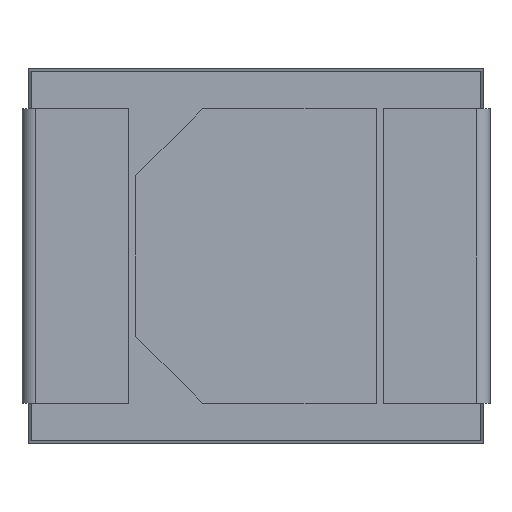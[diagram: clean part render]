
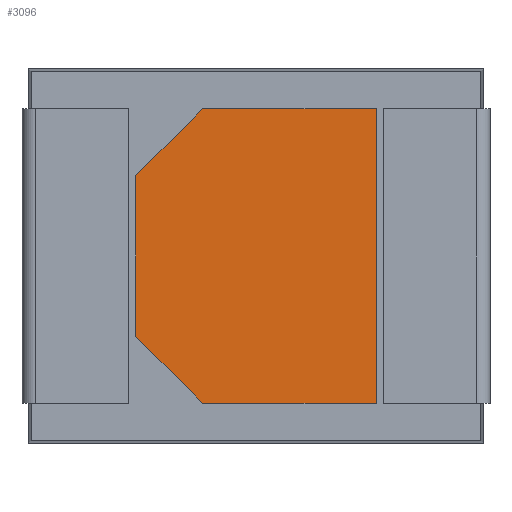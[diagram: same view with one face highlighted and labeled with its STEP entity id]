
A CAD part, front view. The second image highlights one B-rep face of the part: STEP entity #3096.
In plain terms, the highlighted planar face has unit normal (0, -1, 0).
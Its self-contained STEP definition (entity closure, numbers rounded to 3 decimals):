
#302=FACE_OUTER_BOUND('',#473,.T.);
#473=EDGE_LOOP('',(#2529,#2530,#2531,#2532,#2533,#2534));
#778=LINE('',#5483,#1129);
#784=LINE('',#5494,#1135);
#785=LINE('',#5498,#1136);
#789=LINE('',#5505,#1140);
#791=LINE('',#5509,#1142);
#794=LINE('',#5514,#1145);
#1129=VECTOR('',#3775,10.);
#1135=VECTOR('',#3783,10.);
#1136=VECTOR('',#3786,10.);
#1140=VECTOR('',#3792,10.);
#1142=VECTOR('',#3796,10.);
#1145=VECTOR('',#3801,10.);
#1439=VERTEX_POINT('',#5481);
#1440=VERTEX_POINT('',#5482);
#1444=VERTEX_POINT('',#5492);
#1445=VERTEX_POINT('',#5496);
#1446=VERTEX_POINT('',#5497);
#1449=VERTEX_POINT('',#5508);
#1832=EDGE_CURVE('',#1439,#1440,#778,.T.);
#1838=EDGE_CURVE('',#1439,#1444,#784,.T.);
#1839=EDGE_CURVE('',#1445,#1446,#785,.T.);
#1843=EDGE_CURVE('',#1445,#1440,#789,.T.);
#1845=EDGE_CURVE('',#1444,#1449,#791,.T.);
#1848=EDGE_CURVE('',#1449,#1446,#794,.T.);
#2529=ORIENTED_EDGE('',*,*,#1832,.F.);
#2530=ORIENTED_EDGE('',*,*,#1838,.T.);
#2531=ORIENTED_EDGE('',*,*,#1845,.T.);
#2532=ORIENTED_EDGE('',*,*,#1848,.T.);
#2533=ORIENTED_EDGE('',*,*,#1839,.F.);
#2534=ORIENTED_EDGE('',*,*,#1843,.T.);
#2913=PLANE('',#3277);
#3096=ADVANCED_FACE('',(#302),#2913,.F.);
#3277=AXIS2_PLACEMENT_3D('',#5541,#3825,#3826);
#3775=DIRECTION('',(-0.707,0.,0.707));
#3783=DIRECTION('',(1.,0.,0.));
#3786=DIRECTION('',(0.707,0.,0.707));
#3792=DIRECTION('',(0.,0.,-1.));
#3796=DIRECTION('',(0.,0.,1.));
#3801=DIRECTION('',(-1.,0.,0.));
#3825=DIRECTION('center_axis',(0.,1.,0.));
#3826=DIRECTION('ref_axis',(0.,0.,1.));
#5481=CARTESIAN_POINT('',(-0.4,0.,-1.1));
#5482=CARTESIAN_POINT('',(-0.9,0.,-0.6));
#5483=CARTESIAN_POINT('',(-0.7,0.,-0.8));
#5492=CARTESIAN_POINT('',(0.9,0.,-1.1));
#5494=CARTESIAN_POINT('',(0.45,0.,-1.1));
#5496=CARTESIAN_POINT('',(-0.9,0.,0.6));
#5497=CARTESIAN_POINT('',(-0.4,0.,1.1));
#5498=CARTESIAN_POINT('',(-0.7,0.,0.8));
#5505=CARTESIAN_POINT('',(-0.9,0.,-0.55));
#5508=CARTESIAN_POINT('',(0.9,0.,1.1));
#5509=CARTESIAN_POINT('',(0.9,0.,0.55));
#5514=CARTESIAN_POINT('',(-0.45,0.,1.1));
#5541=CARTESIAN_POINT('Origin',(0.,0.,0.));
